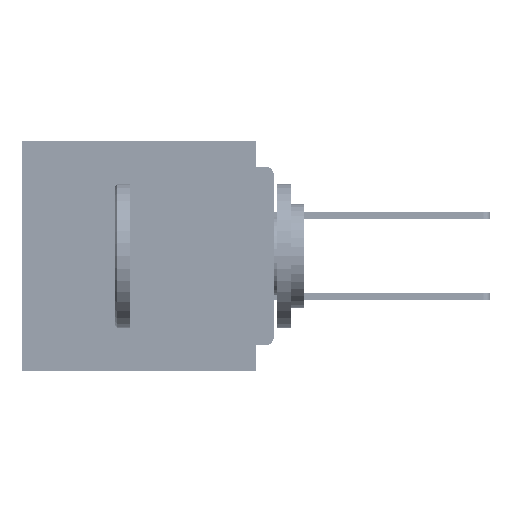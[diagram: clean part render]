
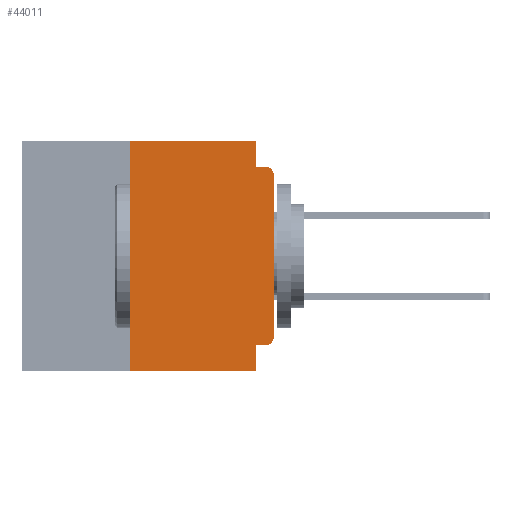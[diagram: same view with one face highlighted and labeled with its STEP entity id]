
A CAD part, left-side view. The second image highlights one B-rep face of the part: STEP entity #44011.
In plain terms, the highlighted planar face has unit normal (-1, 0, 0).
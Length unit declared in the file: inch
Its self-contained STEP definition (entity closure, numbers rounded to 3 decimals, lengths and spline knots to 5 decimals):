
#105 = ORIENTED_EDGE ( 'NONE', *, *, #131, .F. ) ;
#131 = EDGE_CURVE ( 'NONE', #65578, #46236, #41467, .T. ) ;
#304 = DIRECTION ( 'NONE',  ( 1., 0., 0. ) ) ;
#509 = VECTOR ( 'NONE', #1191, 39.37008 ) ;
#588 = ORIENTED_EDGE ( 'NONE', *, *, #10775, .T. ) ;
#1191 = DIRECTION ( 'NONE',  ( 0., -1., 0. ) ) ;
#3246 = CARTESIAN_POINT ( 'NONE',  ( 0., 0.031, 0. ) ) ;
#5965 = CARTESIAN_POINT ( 'NONE',  ( 0., 0.25, 0. ) ) ;
#6356 = LINE ( 'NONE', #27480, #32762 ) ;
#8951 = VERTEX_POINT ( 'NONE', #61517 ) ;
#9817 = ORIENTED_EDGE ( 'NONE', *, *, #19477, .F. ) ;
#10775 = EDGE_CURVE ( 'NONE', #41824, #32907, #38849, .T. ) ;
#12920 = VECTOR ( 'NONE', #29523, 39.37008 ) ;
#14385 = VERTEX_POINT ( 'NONE', #33323 ) ;
#14458 = FACE_OUTER_BOUND ( 'NONE', #27665, .T. ) ;
#14585 = LINE ( 'NONE', #3246, #12920 ) ;
#14604 = LINE ( 'NONE', #32832, #509 ) ;
#14666 = VERTEX_POINT ( 'NONE', #52433 ) ;
#19477 = EDGE_CURVE ( 'NONE', #14385, #8951, #44987, .T. ) ;
#19660 = DIRECTION ( 'NONE',  ( 0., 0., 1. ) ) ;
#19690 = EDGE_CURVE ( 'NONE', #14666, #8951, #14604, .T. ) ;
#19971 = CARTESIAN_POINT ( 'NONE',  ( 0., 0., -0.06 ) ) ;
#20161 = AXIS2_PLACEMENT_3D ( 'NONE', #63235, #304, #37251 ) ;
#23312 = DIRECTION ( 'NONE',  ( -1., 0., 0. ) ) ;
#26633 = DIRECTION ( 'NONE',  ( -1., 0., 0. ) ) ;
#27441 = EDGE_CURVE ( 'NONE', #39015, #14385, #37896, .T. ) ;
#27480 = CARTESIAN_POINT ( 'NONE',  ( 0., 0.25, -0.4 ) ) ;
#27665 = EDGE_LOOP ( 'NONE', ( #588, #31491, #105, #66176, #66756, #44985, #64369, #9817, #46187, #36387 ) ) ;
#29426 = VECTOR ( 'NONE', #67579, 39.37008 ) ;
#29523 = DIRECTION ( 'NONE',  ( 0., 0., -1. ) ) ;
#30588 = DIRECTION ( 'NONE',  ( 0., -1., 0. ) ) ;
#31214 = CARTESIAN_POINT ( 'NONE',  ( 0., 0., -0.045 ) ) ;
#31491 = ORIENTED_EDGE ( 'NONE', *, *, #56529, .T. ) ;
#31947 = PLANE ( 'NONE',  #20161 ) ;
#32762 = VECTOR ( 'NONE', #48307, 39.37008 ) ;
#32832 = CARTESIAN_POINT ( 'NONE',  ( 0., 0.437, -0.4 ) ) ;
#32907 = VERTEX_POINT ( 'NONE', #19971 ) ;
#33210 = CARTESIAN_POINT ( 'NONE',  ( 0., 0., -0.355 ) ) ;
#33323 = CARTESIAN_POINT ( 'NONE',  ( 0., 0.031, -0.355 ) ) ;
#33433 = AXIS2_PLACEMENT_3D ( 'NONE', #58023, #26633, #63272 ) ;
#33438 = DIRECTION ( 'NONE',  ( 0., 1., 0. ) ) ;
#36387 = ORIENTED_EDGE ( 'NONE', *, *, #60685, .T. ) ;
#37251 = DIRECTION ( 'NONE',  ( 0., 0., -1. ) ) ;
#37830 = CARTESIAN_POINT ( 'NONE',  ( 0., 0.031, -0.045 ) ) ;
#37896 = LINE ( 'NONE', #33210, #50066 ) ;
#38849 = LINE ( 'NONE', #61531, #52731 ) ;
#39015 = VERTEX_POINT ( 'NONE', #45704 ) ;
#39325 = CARTESIAN_POINT ( 'NONE',  ( 0., 0.437, 0. ) ) ;
#39850 = VECTOR ( 'NONE', #30588, 39.37008 ) ;
#41467 = LINE ( 'NONE', #31214, #39850 ) ;
#41824 = VERTEX_POINT ( 'NONE', #56685 ) ;
#42714 = LINE ( 'NONE', #39325, #67233 ) ;
#42818 = EDGE_CURVE ( 'NONE', #14666, #62910, #6356, .T. ) ;
#43123 = EDGE_CURVE ( 'NONE', #54760, #65578, #14585, .T. ) ;
#44011 = ADVANCED_FACE ( 'NONE', ( #14458 ), #31947, .F. ) ;
#44558 = DIRECTION ( 'NONE',  ( 0., -1., 0. ) ) ;
#44985 = ORIENTED_EDGE ( 'NONE', *, *, #42818, .F. ) ;
#44987 = LINE ( 'NONE', #51791, #29426 ) ;
#45704 = CARTESIAN_POINT ( 'NONE',  ( 0., 0.015, -0.355 ) ) ;
#46187 = ORIENTED_EDGE ( 'NONE', *, *, #27441, .F. ) ;
#46236 = VERTEX_POINT ( 'NONE', #50518 ) ;
#48307 = DIRECTION ( 'NONE',  ( 0., 0., 1. ) ) ;
#50066 = VECTOR ( 'NONE', #33438, 39.37008 ) ;
#50518 = CARTESIAN_POINT ( 'NONE',  ( 0., 0.015, -0.045 ) ) ;
#51791 = CARTESIAN_POINT ( 'NONE',  ( 0., 0.031, -0.4 ) ) ;
#52433 = CARTESIAN_POINT ( 'NONE',  ( 0., 0.25, -0.4 ) ) ;
#52731 = VECTOR ( 'NONE', #19660, 39.37008 ) ;
#53026 = EDGE_CURVE ( 'NONE', #62910, #54760, #42714, .T. ) ;
#54166 = CARTESIAN_POINT ( 'NONE',  ( 0., 0.031, 0. ) ) ;
#54672 = CARTESIAN_POINT ( 'NONE',  ( 0., 0.015, -0.34 ) ) ;
#54760 = VERTEX_POINT ( 'NONE', #54166 ) ;
#56529 = EDGE_CURVE ( 'NONE', #32907, #46236, #58195, .T. ) ;
#56685 = CARTESIAN_POINT ( 'NONE',  ( 0., 0., -0.34 ) ) ;
#58023 = CARTESIAN_POINT ( 'NONE',  ( 0., 0.015, -0.06 ) ) ;
#58195 = CIRCLE ( 'NONE', #33433, 0.015 ) ;
#59920 = DIRECTION ( 'NONE',  ( 0., 0., -1. ) ) ;
#60685 = EDGE_CURVE ( 'NONE', #39015, #41824, #62607, .T. ) ;
#61517 = CARTESIAN_POINT ( 'NONE',  ( 0., 0.031, -0.4 ) ) ;
#61531 = CARTESIAN_POINT ( 'NONE',  ( 0., 0., 0. ) ) ;
#62607 = CIRCLE ( 'NONE', #65156, 0.015 ) ;
#62910 = VERTEX_POINT ( 'NONE', #5965 ) ;
#63235 = CARTESIAN_POINT ( 'NONE',  ( 0., 0.437, 0. ) ) ;
#63272 = DIRECTION ( 'NONE',  ( 0., 0., -1. ) ) ;
#64369 = ORIENTED_EDGE ( 'NONE', *, *, #19690, .T. ) ;
#65156 = AXIS2_PLACEMENT_3D ( 'NONE', #54672, #23312, #59920 ) ;
#65578 = VERTEX_POINT ( 'NONE', #37830 ) ;
#66176 = ORIENTED_EDGE ( 'NONE', *, *, #43123, .F. ) ;
#66756 = ORIENTED_EDGE ( 'NONE', *, *, #53026, .F. ) ;
#67233 = VECTOR ( 'NONE', #44558, 39.37008 ) ;
#67579 = DIRECTION ( 'NONE',  ( 0., 0., -1. ) ) ;
